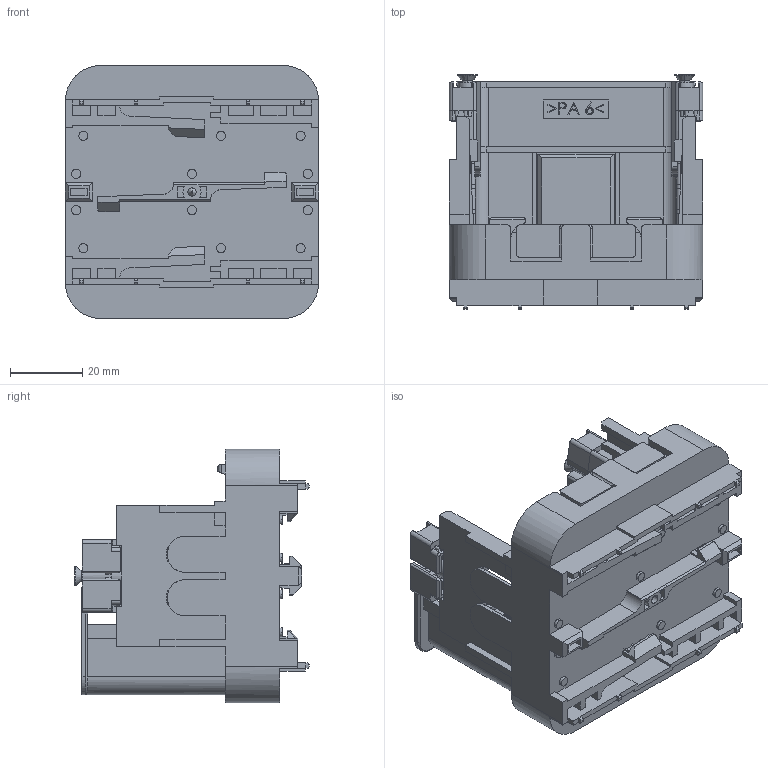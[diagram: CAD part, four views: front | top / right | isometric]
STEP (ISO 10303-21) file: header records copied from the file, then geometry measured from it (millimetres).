
FILE_DESCRIPTION (( 'STEP AP214' ), '1' );
FILE_NAME ('H02010B0013H50.STEP', '2013-11-05T14:11:34', ( 'Wartung1' ), ( '' ), 'SwSTEP 2.0', 'SolidWorks 2013', '' );
FILE_SCHEMA (( 'AUTOMOTIVE_DESIGN' ));
Length unit declared in the file: millimetre
Products named in the file (1): H02010B0013H50
Bounding box: 70 x 64.7 x 70 mm (x, y, z)
Volume: 50964.1 mm3; surface area: 44550.2 mm2
Topology: 6 solids, 6 shells, 1225 faces, 3438 edges, 2242 vertices
Faces by surface type: plane 913, cylinder 257, cone 38, bspline 15, torus 2
Entity records: 53213 total; most frequent: CARTESIAN_POINT 8007, ORIENTED_EDGE 6868, DIRECTION 6338, EDGE_CURVE 3434, VECTOR 2792, LINE 2792, VERTEX_POINT 2242, AXIS2_PLACEMENT_3D 1773
